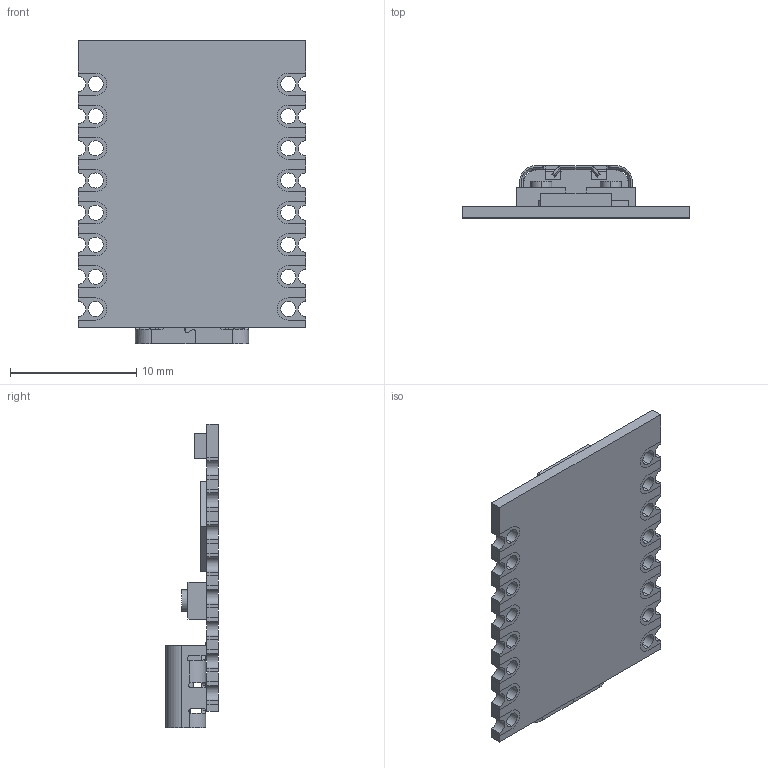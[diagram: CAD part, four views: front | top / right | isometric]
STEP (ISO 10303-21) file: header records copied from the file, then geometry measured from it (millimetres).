
FILE_DESCRIPTION (( 'STEP AP214' ), '1' );
FILE_NAME ('ESP32-C3 SuperMini.STEP', '2024-05-31T17:48:20', ( '' ), ( '' ), 'SwSTEP 2.0', 'SolidWorks 2021', '' );
FILE_SCHEMA (( 'AUTOMOTIVE_DESIGN' ));
Length unit declared in the file: millimetre
Products named in the file (4): Board c3mini; ESP32-C3 SuperMini; USB C; components (other)^ESP32-C3 SuperMini
Assembly tree (3 placements, depth 2):
  ESP32-C3 SuperMini
    Board c3mini
    USB C
    components (other)^ESP32-C3 SuperMini
Bounding box: 18 x 4.16 x 24 mm (x, y, z)
Volume: 498.8 mm3; surface area: 1688.3 mm2
Topology: 25 solids, 25 shells, 938 faces, 2633 edges, 1722 vertices
Faces by surface type: plane 651, cylinder 270, cone 13, bspline 4
Entity records: 32574 total; most frequent: CARTESIAN_POINT 6093, ORIENTED_EDGE 5266, DIRECTION 4922, EDGE_CURVE 2633, VECTOR 1980, LINE 1980, VERTEX_POINT 1722, AXIS2_PLACEMENT_3D 1471
